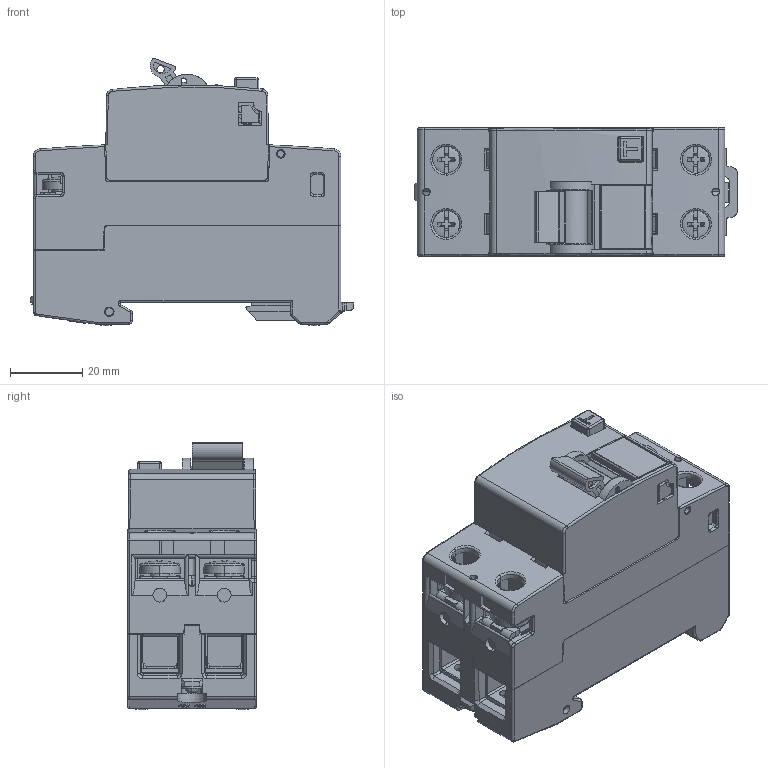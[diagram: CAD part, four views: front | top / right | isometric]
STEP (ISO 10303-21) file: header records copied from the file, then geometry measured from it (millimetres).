
FILE_DESCRIPTION((''),'2;1');
FILE_NAME('DFS_2_IGES_ASM','2011-11-21T',('DEU121775'),(''),'PRO/ENGINEER BY PARAMETRIC TECHNOLOGY CORPORATION, 2011080','PRO/ENGINEER BY PARAMETRIC TECHNOLOGY CORPORATION, 2011080','');
FILE_SCHEMA(('AUTOMOTIVE_DESIGN_CC2 { 1 2 10303 214 -1 1 5 2 }'));
Products named in the file (14): K00091_001_MODEL; K00611_001_MODEL; K00609_001_MODEL; K00119_001_MODEL; K00610_001_MODEL; K00608_001_MODEL; K00219_001_MODEL; K00164_002_MODEL; K00127_001_MODEL; K00081_001_MODEL; K00185_001_MODEL; K01313_001_MODEL; K01955_001_MODEL; DFS_2_IGES_ASM
Assembly tree (22 placements, depth 2):
  DFS_2_IGES_ASM
    K00091_001_MODEL
    K00611_001_MODEL
    K00609_001_MODEL  x2
    K00119_001_MODEL  x4
    K00610_001_MODEL  x4
    K00608_001_MODEL  x2
    K00219_001_MODEL
    K00164_002_MODEL
    K00127_001_MODEL
    K00081_001_MODEL
    K00185_001_MODEL
    K01313_001_MODEL  x2
    K01955_001_MODEL
Bounding box: 89.32 x 35.6 x 73.98 mm (x, y, z)
Volume: 1023.1 mm3; surface area: 76249.6 mm2
Topology: 3 solids, 24 shells, 4186 faces, 11683 edges, 7296 vertices
Faces by surface type: plane 2340, cylinder 1198, bspline 254, cone 149, torus 133, sphere 112
Entity records: 148773 total; most frequent: CARTESIAN_POINT 38093, ORIENTED_EDGE 17969, DIRECTION 15479, PRESENTATION_STYLE_ASSIGNMENT 9302, STYLED_ITEM 9148, CURVE_STYLE 9134, EDGE_CURVE 9134, VECTOR 6065
